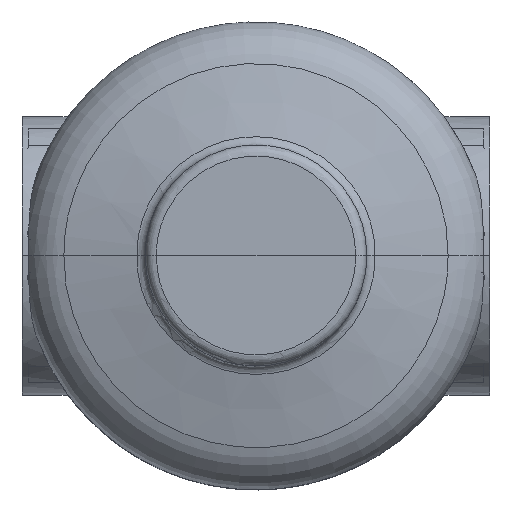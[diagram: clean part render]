
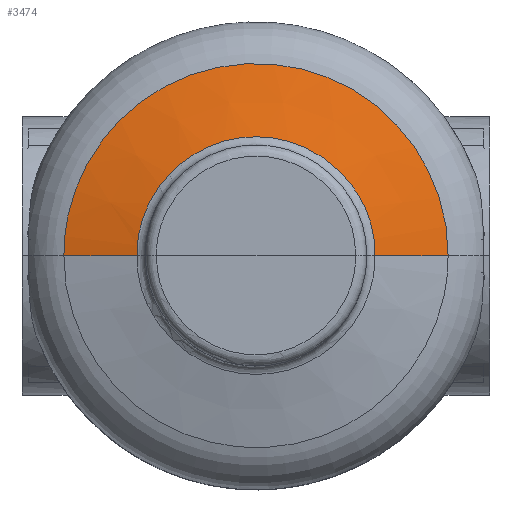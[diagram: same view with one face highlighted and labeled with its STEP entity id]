
A CAD part, top view. The second image highlights one B-rep face of the part: STEP entity #3474.
In plain terms, the highlighted conical face has half-angle 75.877 degrees and reference radius 34.257 mm.
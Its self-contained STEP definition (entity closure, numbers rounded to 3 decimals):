
#80=CONICAL_SURFACE($,#3855,34.257,75.877);
#564=FACE_OUTER_BOUND($,#781,.T.);
#781=EDGE_LOOP($,(#3136,#3137,#3138,#3139,#3140,#3141));
#922=B_SPLINE_CURVE_WITH_KNOTS($,3,(#6990,#6991,#6992,#6993,#6994,#6995,
#6996,#6997,#6998,#6999),.UNSPECIFIED.,.F.,.F.,(4,1,1,1,1,1,1,4),(0.,0.143,
0.286,0.429,0.571,0.714,
0.857,1.),.UNSPECIFIED.);
#926=B_SPLINE_CURVE_WITH_KNOTS($,3,(#7023,#7024,#7025,#7026),
 .UNSPECIFIED.,.F.,.F.,(4,4),(0.,0.2),.UNSPECIFIED.);
#927=B_SPLINE_CURVE_WITH_KNOTS($,3,(#7028,#7029,#7030,#7031),
 .UNSPECIFIED.,.F.,.F.,(4,4),(0.8,1.),.UNSPECIFIED.);
#928=B_SPLINE_CURVE_WITH_KNOTS($,3,(#7032,#7033,#7034,#7035,#7036,#7037),
 .UNSPECIFIED.,.F.,.F.,(4,1,1,4),(0.2,0.4,0.6,0.8),.UNSPECIFIED.);
#1126=LINE($,#7007,#1315);
#1127=LINE($,#7009,#1316);
#1315=VECTOR($,#4773,20.512);
#1316=VECTOR($,#4774,20.512);
#1614=VERTEX_POINT($,#6967);
#1615=VERTEX_POINT($,#6968);
#1616=VERTEX_POINT($,#7001);
#1618=VERTEX_POINT($,#7008);
#1620=VERTEX_POINT($,#7022);
#1621=VERTEX_POINT($,#7027);
#2123=EDGE_CURVE($,#1615,#1614,#922,.T.);
#2125=EDGE_CURVE($,#1614,#1616,#1126,.T.);
#2126=EDGE_CURVE($,#1618,#1615,#1127,.T.);
#2129=EDGE_CURVE($,#1618,#1620,#926,.T.);
#2130=EDGE_CURVE($,#1621,#1616,#927,.T.);
#2131=EDGE_CURVE($,#1620,#1621,#928,.T.);
#3136=ORIENTED_EDGE($,*,*,#2129,.F.);
#3137=ORIENTED_EDGE($,*,*,#2126,.T.);
#3138=ORIENTED_EDGE($,*,*,#2123,.T.);
#3139=ORIENTED_EDGE($,*,*,#2125,.T.);
#3140=ORIENTED_EDGE($,*,*,#2130,.F.);
#3141=ORIENTED_EDGE($,*,*,#2131,.F.);
#3474=ADVANCED_FACE($,(#564),#80,.T.);
#3855=AXIS2_PLACEMENT_3D($,#7021,#4775,#4776);
#4773=DIRECTION($,(0.97,0.,0.244));
#4774=DIRECTION($,(0.97,0.,-0.244));
#4775=DIRECTION('center_axis',(0.,0.,
-1.));
#4776=DIRECTION('ref_axis',(-0.809,0.588,0.));
#6967=CARTESIAN_POINT('',(-52.16,0.,45.353));
#6968=CARTESIAN_POINT('',(52.16,0.,45.353));
#6990=CARTESIAN_POINT('Ctrl Pts',(52.16,0.,
45.353));
#6991=CARTESIAN_POINT('Ctrl Pts',(52.274,7.856,45.353));
#6992=CARTESIAN_POINT('Ctrl Pts',(48.546,23.378,45.353));
#6993=CARTESIAN_POINT('Ctrl Pts',(33.646,42.179,45.353));
#6994=CARTESIAN_POINT('Ctrl Pts',(11.998,52.587,45.353));
#6995=CARTESIAN_POINT('Ctrl Pts',(-11.998,52.587,45.353));
#6996=CARTESIAN_POINT('Ctrl Pts',(-33.646,42.179,45.353));
#6997=CARTESIAN_POINT('Ctrl Pts',(-48.546,23.378,45.353));
#6998=CARTESIAN_POINT('Ctrl Pts',(-52.274,7.856,45.353));
#6999=CARTESIAN_POINT('Ctrl Pts',(-52.16,0.,
45.353));
#7001=CARTESIAN_POINT('',(-32.268,0.,50.358));
#7007=CARTESIAN_POINT($,(-52.16,0.,45.353));
#7008=CARTESIAN_POINT('',(32.268,0.,50.358));
#7009=CARTESIAN_POINT($,(32.268,0.,50.358));
#7021=CARTESIAN_POINT('Origin',(0.,0.,
49.858));
#7022=CARTESIAN_POINT('',(26.105,18.967,50.358));
#7023=CARTESIAN_POINT('Ctrl Pts',(32.268,0.,
50.358));
#7024=CARTESIAN_POINT('Ctrl Pts',(32.507,6.933,50.358));
#7025=CARTESIAN_POINT('Ctrl Pts',(30.137,13.553,50.358));
#7026=CARTESIAN_POINT('Ctrl Pts',(26.105,18.967,50.358));
#7027=CARTESIAN_POINT('',(-26.105,18.967,50.358));
#7028=CARTESIAN_POINT('Ctrl Pts',(-26.105,18.967,50.358));
#7029=CARTESIAN_POINT('Ctrl Pts',(-30.137,13.553,50.358));
#7030=CARTESIAN_POINT('Ctrl Pts',(-32.507,6.933,50.358));
#7031=CARTESIAN_POINT('Ctrl Pts',(-32.268,0.,
50.358));
#7032=CARTESIAN_POINT('Ctrl Pts',(26.105,18.967,50.358));
#7033=CARTESIAN_POINT('Ctrl Pts',(22.074,24.38,50.358));
#7034=CARTESIAN_POINT('Ctrl Pts',(10.687,32.792,50.358));
#7035=CARTESIAN_POINT('Ctrl Pts',(-10.687,32.792,50.358));
#7036=CARTESIAN_POINT('Ctrl Pts',(-22.074,24.38,50.358));
#7037=CARTESIAN_POINT('Ctrl Pts',(-26.105,18.967,50.358));
